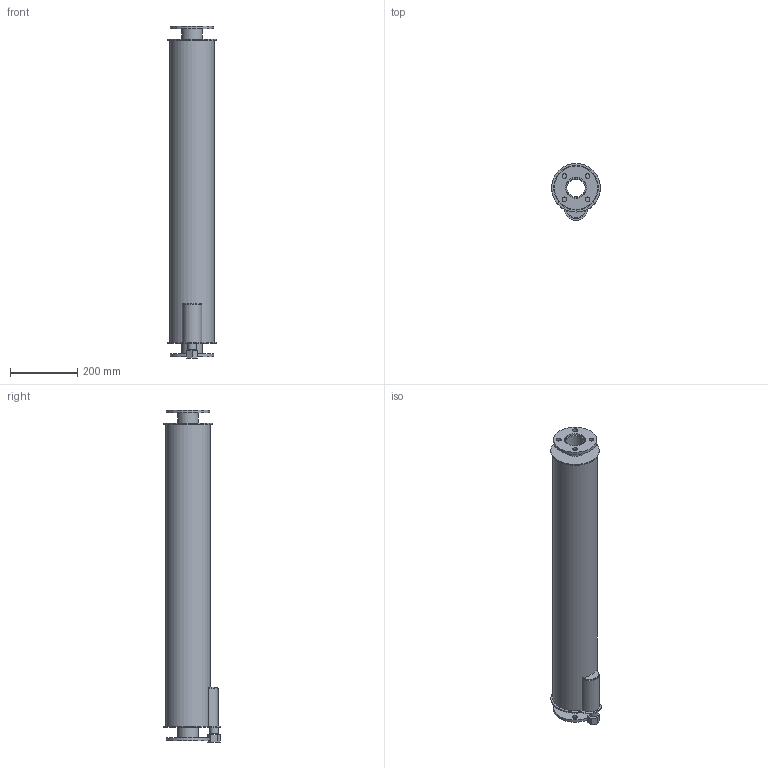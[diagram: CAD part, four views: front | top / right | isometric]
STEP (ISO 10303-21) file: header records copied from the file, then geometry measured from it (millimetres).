
FILE_DESCRIPTION(/* description */ (''),/* implementation_level */ '2;1');
FILE_NAME(/* name */ 'Vhd 02.stp',/* time_stamp */ '2015-01-21T09:59:42+01:00',/* author */ ('Tekenkamer'),/* organization */ (''),/* preprocessor_version */ 'ST-DEVELOPER v15.6',/* originating_system */ 'Autodesk Inventor 2015',/* authorisation */ '');
FILE_SCHEMA (('AUTOMOTIVE_DESIGN { 1 0 10303 214 3 1 1 }'));
Length unit declared in the file: millimetre
Products named in the file (1): MAAT3D
Bounding box: 144 x 167.4 x 984 mm (x, y, z)
Volume: 877491.7 mm3; surface area: 913761.6 mm2
Topology: 11 solids, 11 shells, 60 faces, 114 edges, 76 vertices
Faces by surface type: cylinder 30, plane 30
Full cylindrical faces by diameter (mm): 14 x8, 21 x2, 26 x1, 54.5 x2, 60.3 x2, 62 x2, 62.3 x2, 129 x3, 132 x1, 144 x1
Entity records: 1507 total; most frequent: DIRECTION 272, CARTESIAN_POINT 227, ORIENTED_EDGE 180, AXIS2_PLACEMENT_3D 121, EDGE_LOOP 118, EDGE_CURVE 90, VERTEX_POINT 76, FACE_OUTER_BOUND 60
